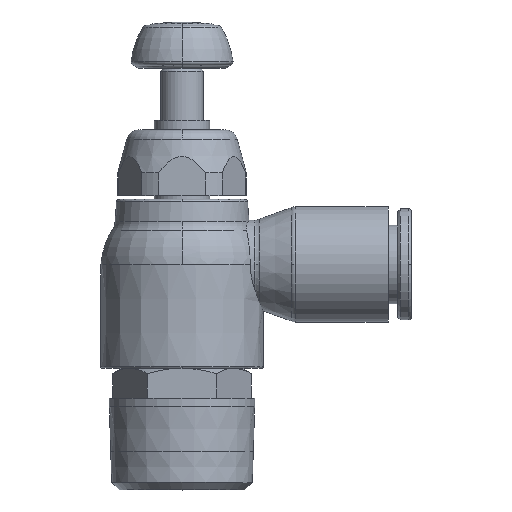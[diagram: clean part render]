
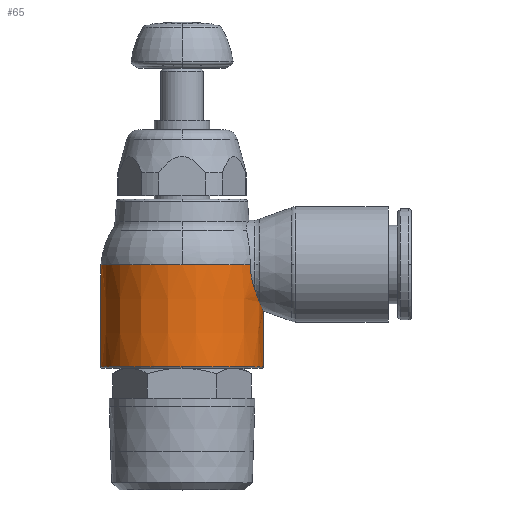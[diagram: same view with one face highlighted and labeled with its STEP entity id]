
A CAD part, top view. The second image highlights one B-rep face of the part: STEP entity #65.
In plain terms, the highlighted conical face has half-angle 0.066 degrees and reference radius 9.493 mm.
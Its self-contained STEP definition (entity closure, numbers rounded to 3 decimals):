
#65=ADVANCED_FACE('',(#198),#199,.T.);
#198=FACE_OUTER_BOUND('',#437,.T.);
#199=CONICAL_SURFACE('',#438,9.493,0.001);
#437=EDGE_LOOP('',(#786,#787,#788,#789,#790,#791,#792,#793,#794));
#438=AXIS2_PLACEMENT_3D('',#795,#796,#797);
#786=ORIENTED_EDGE('',*,*,#1620,.F.);
#787=ORIENTED_EDGE('',*,*,#1621,.T.);
#788=ORIENTED_EDGE('',*,*,#1583,.T.);
#789=ORIENTED_EDGE('',*,*,#1622,.F.);
#790=ORIENTED_EDGE('',*,*,#1623,.T.);
#791=ORIENTED_EDGE('',*,*,#1624,.T.);
#792=ORIENTED_EDGE('',*,*,#1625,.T.);
#793=ORIENTED_EDGE('',*,*,#1618,.F.);
#794=ORIENTED_EDGE('',*,*,#1626,.F.);
#795=CARTESIAN_POINT('',(0.0,10.644,0.0));
#796=DIRECTION('',(-0.0,-1.0,-0.0));
#797=DIRECTION('',(-1.0,0.0,0.0));
#1583=EDGE_CURVE('',#1892,#1898,#1900,.T.);
#1618=EDGE_CURVE('',#1962,#1964,#1965,.T.);
#1620=EDGE_CURVE('',#1967,#1968,#1969,.T.);
#1621=EDGE_CURVE('',#1967,#1892,#1970,.T.);
#1622=EDGE_CURVE('',#1971,#1898,#1972,.T.);
#1623=EDGE_CURVE('',#1971,#1973,#1974,.T.);
#1624=EDGE_CURVE('',#1973,#1975,#1976,.T.);
#1625=EDGE_CURVE('',#1975,#1964,#1977,.T.);
#1626=EDGE_CURVE('',#1968,#1962,#1978,.T.);
#1892=VERTEX_POINT('',#2369);
#1898=VERTEX_POINT('',#2375);
#1900=CIRCLE('',#2377,9.5);
#1962=VERTEX_POINT('',#2489);
#1964=VERTEX_POINT('',#2491);
#1965=CIRCLE('',#2492,9.486);
#1967=VERTEX_POINT('',#2501);
#1968=VERTEX_POINT('',#2502);
#1969=LINE('',#2503,#2504);
#1970=CIRCLE('',#2505,9.5);
#1971=VERTEX_POINT('',#2506);
#1972=LINE('',#2507,#2508);
#1973=VERTEX_POINT('',#2509);
#1974=B_SPLINE_CURVE_WITH_KNOTS('',3,(#2510,#2511,#2512,#2513,#2514,#2515,#2516,#2517,#2518,#2519,#2520,#2521,#2522,#2523),.UNSPECIFIED.,.F.,.F.,(4,2,2,2,2,2,4),(20.913,21.952,22.991,24.031,25.07,26.109,27.149),.UNSPECIFIED.);
#1975=VERTEX_POINT('',#2524);
#1976=B_SPLINE_CURVE_WITH_KNOTS('',3,(#2525,#2526,#2527,#2528,#2529,#2530),.UNSPECIFIED.,.F.,.F.,(4,2,4),(0.0,1.753,3.47),.UNSPECIFIED.);
#1977=B_SPLINE_CURVE_WITH_KNOTS('',3,(#2531,#2532,#2533,#2534,#2535,#2536,#2537,#2538,#2539,#2540),.UNSPECIFIED.,.F.,.F.,(4,2,2,2,4),(12.803,12.923,13.92,14.916,15.845),.UNSPECIFIED.);
#1978=CIRCLE('',#2541,9.486);
#2369=CARTESIAN_POINT('',(0.,4.686,9.5));
#2375=CARTESIAN_POINT('',(9.5,4.686,0.));
#2377=AXIS2_PLACEMENT_3D('',#3313,#3314,#3315);
#2489=CARTESIAN_POINT('',(0.,16.602,9.486));
#2491=CARTESIAN_POINT('',(7.967,16.602,5.15));
#2492=AXIS2_PLACEMENT_3D('',#3382,#3383,#3384);
#2501=CARTESIAN_POINT('',(-9.5,4.686,0.0));
#2502=CARTESIAN_POINT('',(-9.486,16.602,0.));
#2503=CARTESIAN_POINT('',(-9.493,10.644,0.));
#2504=VECTOR('',#3385,1.0);
#2505=AXIS2_PLACEMENT_3D('',#3386,#3387,#3388);
#2506=CARTESIAN_POINT('',(9.492,11.213,0.));
#2507=CARTESIAN_POINT('',(9.493,10.644,0.));
#2508=VECTOR('',#3389,1.0);
#2509=CARTESIAN_POINT('',(9.025,12.27,2.938));
#2510=CARTESIAN_POINT('',(9.024,12.272,-2.94));
#2511=CARTESIAN_POINT('',(9.113,12.051,-2.667));
#2512=CARTESIAN_POINT('',(9.197,11.857,-2.367));
#2513=CARTESIAN_POINT('',(9.339,11.54,-1.729));
#2514=CARTESIAN_POINT('',(9.396,11.417,-1.391));
#2515=CARTESIAN_POINT('',(9.473,11.254,-0.7));
#2516=CARTESIAN_POINT('',(9.492,11.213,-0.346));
#2517=CARTESIAN_POINT('',(9.492,11.213,0.346));
#2518=CARTESIAN_POINT('',(9.473,11.254,0.7));
#2519=CARTESIAN_POINT('',(9.396,11.417,1.391));
#2520=CARTESIAN_POINT('',(9.339,11.54,1.729));
#2521=CARTESIAN_POINT('',(9.197,11.857,2.367));
#2522=CARTESIAN_POINT('',(9.113,12.051,2.667));
#2523=CARTESIAN_POINT('',(9.024,12.272,2.94));
#2524=CARTESIAN_POINT('',(8.51,13.685,4.199));
#2525=CARTESIAN_POINT('',(9.334,11.379,1.725));
#2526=CARTESIAN_POINT('',(9.242,11.671,2.222));
#2527=CARTESIAN_POINT('',(9.113,12.03,2.688));
#2528=CARTESIAN_POINT('',(8.828,12.808,3.511));
#2529=CARTESIAN_POINT('',(8.669,13.232,3.877));
#2530=CARTESIAN_POINT('',(8.51,13.685,4.199));
#2531=CARTESIAN_POINT('',(8.51,13.685,4.199));
#2532=CARTESIAN_POINT('',(8.498,13.718,4.222));
#2533=CARTESIAN_POINT('',(8.487,13.751,4.245));
#2534=CARTESIAN_POINT('',(8.381,14.062,4.455));
#2535=CARTESIAN_POINT('',(8.29,14.363,4.619));
#2536=CARTESIAN_POINT('',(8.136,14.995,4.883));
#2537=CARTESIAN_POINT('',(8.073,15.326,4.984));
#2538=CARTESIAN_POINT('',(7.991,15.975,5.113));
#2539=CARTESIAN_POINT('',(7.97,16.292,5.146));
#2540=CARTESIAN_POINT('',(7.967,16.602,5.15));
#2541=AXIS2_PLACEMENT_3D('',#3390,#3391,#3392);
#3313=CARTESIAN_POINT('',(0.0,4.686,0.0));
#3314=DIRECTION('',(0.0,1.0,0.0));
#3315=DIRECTION('',(-1.0,0.0,0.0));
#3382=CARTESIAN_POINT('',(0.0,16.602,0.0));
#3383=DIRECTION('',(0.0,1.0,0.0));
#3384=DIRECTION('',(-1.0,0.0,0.0));
#3385=DIRECTION('',(0.001,1.,0.));
#3386=CARTESIAN_POINT('',(0.0,4.686,0.0));
#3387=DIRECTION('',(0.0,1.0,0.0));
#3388=DIRECTION('',(-1.0,0.0,0.0));
#3389=DIRECTION('',(0.001,-1.,0.));
#3390=CARTESIAN_POINT('',(0.0,16.602,0.0));
#3391=DIRECTION('',(0.0,1.0,0.0));
#3392=DIRECTION('',(-1.0,0.0,0.0));
